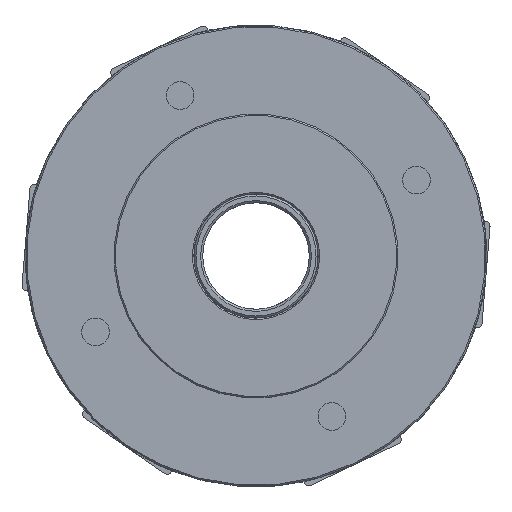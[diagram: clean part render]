
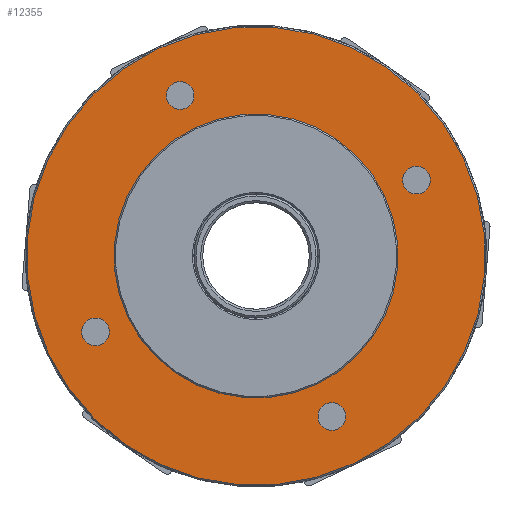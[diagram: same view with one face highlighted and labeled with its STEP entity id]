
A CAD part, left-side view. The second image highlights one B-rep face of the part: STEP entity #12355.
In plain terms, the highlighted face is planar.
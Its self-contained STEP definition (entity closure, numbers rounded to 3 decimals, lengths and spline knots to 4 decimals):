
#971=FACE_BOUND('',#2949,.T.);
#972=FACE_BOUND('',#2950,.T.);
#973=FACE_BOUND('',#2951,.T.);
#974=FACE_BOUND('',#2952,.T.);
#975=FACE_BOUND('',#2953,.T.);
#1498=CIRCLE('',#13652,1.);
#1499=CIRCLE('',#13653,1.);
#1500=CIRCLE('',#13655,1.615);
#1501=CIRCLE('',#13657,0.098);
#1502=CIRCLE('',#13658,0.098);
#1503=CIRCLE('',#13659,0.098);
#1504=CIRCLE('',#13660,0.098);
#1505=CIRCLE('',#13661,0.098);
#1506=CIRCLE('',#13662,0.098);
#1507=CIRCLE('',#13663,0.098);
#1508=CIRCLE('',#13664,0.098);
#2240=FACE_OUTER_BOUND('',#2948,.T.);
#2948=EDGE_LOOP('',(#11367));
#2949=EDGE_LOOP('',(#11368,#11369));
#2950=EDGE_LOOP('',(#11370,#11371));
#2951=EDGE_LOOP('',(#11372,#11373));
#2952=EDGE_LOOP('',(#11374,#11375));
#2953=EDGE_LOOP('',(#11376,#11377));
#6031=VERTEX_POINT('',#47099);
#6032=VERTEX_POINT('',#47101);
#6033=VERTEX_POINT('',#47105);
#6034=VERTEX_POINT('',#47109);
#6035=VERTEX_POINT('',#47110);
#6036=VERTEX_POINT('',#47113);
#6037=VERTEX_POINT('',#47114);
#6038=VERTEX_POINT('',#47117);
#6039=VERTEX_POINT('',#47118);
#6040=VERTEX_POINT('',#47121);
#6041=VERTEX_POINT('',#47122);
#7824=EDGE_CURVE('',#6031,#6032,#1498,.T.);
#7825=EDGE_CURVE('',#6032,#6031,#1499,.T.);
#7826=EDGE_CURVE('',#6033,#6033,#1500,.T.);
#7828=EDGE_CURVE('',#6034,#6035,#1501,.T.);
#7829=EDGE_CURVE('',#6035,#6034,#1502,.T.);
#7830=EDGE_CURVE('',#6036,#6037,#1503,.T.);
#7831=EDGE_CURVE('',#6037,#6036,#1504,.T.);
#7832=EDGE_CURVE('',#6038,#6039,#1505,.T.);
#7833=EDGE_CURVE('',#6039,#6038,#1506,.T.);
#7834=EDGE_CURVE('',#6040,#6041,#1507,.T.);
#7835=EDGE_CURVE('',#6041,#6040,#1508,.T.);
#11367=ORIENTED_EDGE('',*,*,#7826,.F.);
#11368=ORIENTED_EDGE('',*,*,#7825,.F.);
#11369=ORIENTED_EDGE('',*,*,#7824,.F.);
#11370=ORIENTED_EDGE('',*,*,#7828,.T.);
#11371=ORIENTED_EDGE('',*,*,#7829,.T.);
#11372=ORIENTED_EDGE('',*,*,#7830,.T.);
#11373=ORIENTED_EDGE('',*,*,#7831,.T.);
#11374=ORIENTED_EDGE('',*,*,#7832,.T.);
#11375=ORIENTED_EDGE('',*,*,#7833,.T.);
#11376=ORIENTED_EDGE('',*,*,#7834,.T.);
#11377=ORIENTED_EDGE('',*,*,#7835,.T.);
#11736=PLANE('',#13656);
#12355=ADVANCED_FACE('',(#2240,#971,#972,#973,#974,#975),#11736,.T.);
#13652=AXIS2_PLACEMENT_3D('',#47102,#16734,#16735);
#13653=AXIS2_PLACEMENT_3D('',#47103,#16736,#16737);
#13655=AXIS2_PLACEMENT_3D('',#47106,#16740,#16741);
#13656=AXIS2_PLACEMENT_3D('',#47108,#16743,#16744);
#13657=AXIS2_PLACEMENT_3D('',#47111,#16745,#16746);
#13658=AXIS2_PLACEMENT_3D('',#47112,#16747,#16748);
#13659=AXIS2_PLACEMENT_3D('',#47115,#16749,#16750);
#13660=AXIS2_PLACEMENT_3D('',#47116,#16751,#16752);
#13661=AXIS2_PLACEMENT_3D('',#47119,#16753,#16754);
#13662=AXIS2_PLACEMENT_3D('',#47120,#16755,#16756);
#13663=AXIS2_PLACEMENT_3D('',#47123,#16757,#16758);
#13664=AXIS2_PLACEMENT_3D('',#47124,#16759,#16760);
#16734=DIRECTION('center_axis',(0.,-1.,0.));
#16735=DIRECTION('ref_axis',(1.,0.,0.));
#16736=DIRECTION('center_axis',(0.,-1.,0.));
#16737=DIRECTION('ref_axis',(1.,0.,0.));
#16740=DIRECTION('center_axis',(0.,1.,0.));
#16741=DIRECTION('ref_axis',(-1.,0.,0.));
#16743=DIRECTION('center_axis',(0.,-1.,0.));
#16744=DIRECTION('ref_axis',(0.,0.,-1.));
#16745=DIRECTION('center_axis',(0.,1.,0.));
#16746=DIRECTION('ref_axis',(1.,0.,0.));
#16747=DIRECTION('center_axis',(0.,1.,0.));
#16748=DIRECTION('ref_axis',(1.,0.,0.));
#16749=DIRECTION('center_axis',(0.,1.,0.));
#16750=DIRECTION('ref_axis',(1.,0.,0.));
#16751=DIRECTION('center_axis',(0.,1.,0.));
#16752=DIRECTION('ref_axis',(1.,0.,0.));
#16753=DIRECTION('center_axis',(0.,1.,0.));
#16754=DIRECTION('ref_axis',(1.,0.,0.));
#16755=DIRECTION('center_axis',(0.,1.,0.));
#16756=DIRECTION('ref_axis',(1.,0.,0.));
#16757=DIRECTION('center_axis',(0.,1.,0.));
#16758=DIRECTION('ref_axis',(1.,0.,0.));
#16759=DIRECTION('center_axis',(0.,1.,0.));
#16760=DIRECTION('ref_axis',(1.,0.,0.));
#47099=CARTESIAN_POINT('',(-1.3127,0.2479,0.));
#47101=CARTESIAN_POINT('',(0.6873,0.2479,0.));
#47102=CARTESIAN_POINT('Origin',(-0.3127,0.2479,0.));
#47103=CARTESIAN_POINT('Origin',(-0.3127,0.2479,0.));
#47105=CARTESIAN_POINT('',(1.3023,0.2479,0.));
#47106=CARTESIAN_POINT('Origin',(-0.3127,0.2479,0.));
#47108=CARTESIAN_POINT('Origin',(0.9998,0.2479,0.));
#47109=CARTESIAN_POINT('',(-0.2147,0.2479,1.25));
#47110=CARTESIAN_POINT('',(-0.4107,0.2479,1.25));
#47111=CARTESIAN_POINT('Origin',(-0.3127,0.2479,1.25));
#47112=CARTESIAN_POINT('Origin',(-0.3127,0.2479,1.25));
#47113=CARTESIAN_POINT('',(-1.4647,0.2479,0.));
#47114=CARTESIAN_POINT('',(-1.6607,0.2479,0.));
#47115=CARTESIAN_POINT('Origin',(-1.5627,0.2479,0.));
#47116=CARTESIAN_POINT('Origin',(-1.5627,0.2479,0.));
#47117=CARTESIAN_POINT('',(-0.2147,0.2479,-1.25));
#47118=CARTESIAN_POINT('',(-0.4107,0.2479,-1.25));
#47119=CARTESIAN_POINT('Origin',(-0.3127,0.2479,-1.25));
#47120=CARTESIAN_POINT('Origin',(-0.3127,0.2479,-1.25));
#47121=CARTESIAN_POINT('',(1.0353,0.2479,0.));
#47122=CARTESIAN_POINT('',(0.8393,0.2479,0.));
#47123=CARTESIAN_POINT('Origin',(0.9373,0.2479,0.));
#47124=CARTESIAN_POINT('Origin',(0.9373,0.2479,0.));
